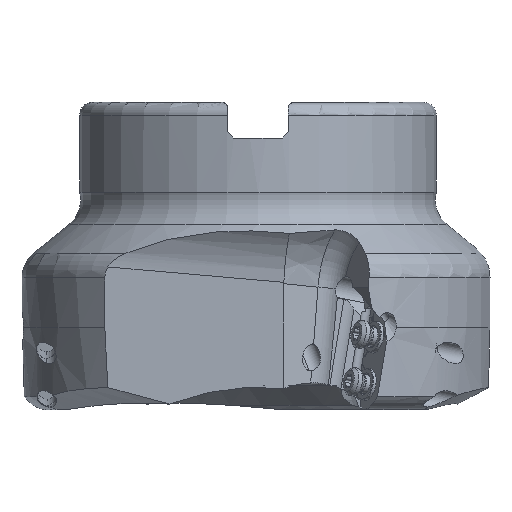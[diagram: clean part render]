
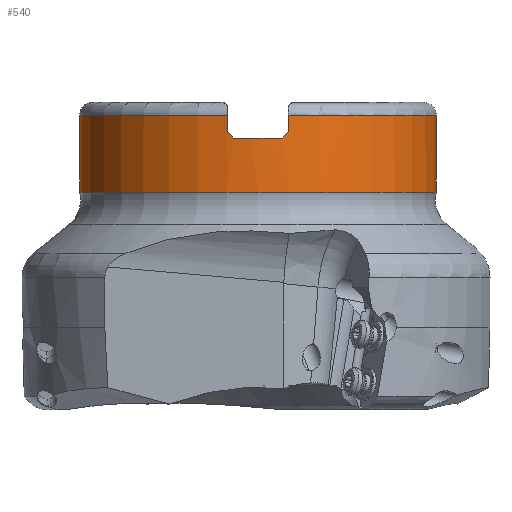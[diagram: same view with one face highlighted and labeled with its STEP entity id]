
A CAD part, front view. The second image highlights one B-rep face of the part: STEP entity #540.
In plain terms, the highlighted cylindrical face has radius 27.815 mm (diameter 55.63 mm), a partial arc.
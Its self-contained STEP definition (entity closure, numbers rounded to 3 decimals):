
#540=ADVANCED_FACE('',(#1211),#907,.T.);
#907=CYLINDRICAL_SURFACE('',#9478,27.815);
#1211=FACE_OUTER_BOUND('',#1660,.T.);
#1660=EDGE_LOOP('',(#4208,#4209,#4210,#4211,#4212,#4213,#4214,#4215,#4216,
#4217,#4218));
#2124=LINE('',#17139,#2514);
#2131=LINE('',#17174,#2521);
#2132=LINE('',#17179,#2522);
#2133=LINE('',#17185,#2523);
#2514=VECTOR('',#11101,1.);
#2521=VECTOR('',#11122,1.);
#2522=VECTOR('',#11125,1.);
#2523=VECTOR('',#11130,1.);
#3008=B_SPLINE_CURVE_WITH_KNOTS('',3,(#17161,#17162,#17163,#17164),
 .UNSPECIFIED.,.F.,.F.,(4,4),(0.,1.),.UNSPECIFIED.);
#3009=B_SPLINE_CURVE_WITH_KNOTS('',3,(#17186,#17187,#17188,#17189),
 .UNSPECIFIED.,.F.,.F.,(4,4),(0.,1.),.UNSPECIFIED.);
#4208=ORIENTED_EDGE('',*,*,#7535,.T.);
#4209=ORIENTED_EDGE('',*,*,#7536,.F.);
#4210=ORIENTED_EDGE('',*,*,#7537,.T.);
#4211=ORIENTED_EDGE('',*,*,#7538,.F.);
#4212=ORIENTED_EDGE('',*,*,#7539,.F.);
#4213=ORIENTED_EDGE('',*,*,#7540,.T.);
#4214=ORIENTED_EDGE('',*,*,#7530,.T.);
#4215=ORIENTED_EDGE('',*,*,#7534,.F.);
#4216=ORIENTED_EDGE('',*,*,#7541,.F.);
#4217=ORIENTED_EDGE('',*,*,#7522,.T.);
#4218=ORIENTED_EDGE('',*,*,#7542,.F.);
#6408=VERTEX_POINT('',#17138);
#6409=VERTEX_POINT('',#17140);
#6415=VERTEX_POINT('',#17165);
#6416=VERTEX_POINT('',#17166);
#6417=VERTEX_POINT('',#17171);
#6418=VERTEX_POINT('',#17175);
#6419=VERTEX_POINT('',#17176);
#6420=VERTEX_POINT('',#17178);
#6421=VERTEX_POINT('',#17180);
#6422=VERTEX_POINT('',#17182);
#6423=VERTEX_POINT('',#17184);
#7522=EDGE_CURVE('',#6409,#6408,#2124,.T.);
#7530=EDGE_CURVE('',#6415,#6416,#3008,.T.);
#7534=EDGE_CURVE('',#6417,#6416,#8529,.T.);
#7535=EDGE_CURVE('',#6418,#6419,#2131,.T.);
#7536=EDGE_CURVE('',#6420,#6419,#8530,.T.);
#7537=EDGE_CURVE('',#6420,#6421,#2132,.T.);
#7538=EDGE_CURVE('',#6422,#6421,#8531,.T.);
#7539=EDGE_CURVE('',#6423,#6422,#8532,.T.);
#7540=EDGE_CURVE('',#6423,#6415,#2133,.T.);
#7541=EDGE_CURVE('',#6409,#6417,#3009,.T.);
#7542=EDGE_CURVE('',#6418,#6408,#8533,.T.);
#8529=CIRCLE('',#9472,27.815);
#8530=CIRCLE('',#9474,27.815);
#8531=CIRCLE('',#9475,27.815);
#8532=CIRCLE('',#9476,27.815);
#8533=CIRCLE('',#9477,27.815);
#9472=AXIS2_PLACEMENT_3D('',#17172,#11118,#11119);
#9474=AXIS2_PLACEMENT_3D('',#17177,#11123,#11124);
#9475=AXIS2_PLACEMENT_3D('',#17181,#11126,#11127);
#9476=AXIS2_PLACEMENT_3D('',#17183,#11128,#11129);
#9477=AXIS2_PLACEMENT_3D('',#17190,#11131,#11132);
#9478=AXIS2_PLACEMENT_3D('',#17191,#11133,#11134);
#11101=DIRECTION('',(0.,0.,1.));
#11118=DIRECTION('',(0.,0.,1.));
#11119=DIRECTION('',(-0.135,-0.991,0.));
#11122=DIRECTION('',(0.,0.,-1.));
#11123=DIRECTION('',(0.,0.,-1.));
#11124=DIRECTION('',(1.,0.,0.));
#11125=DIRECTION('',(0.,0.,1.));
#11126=DIRECTION('',(0.,0.,1.));
#11127=DIRECTION('',(1.,-0.001,0.));
#11128=DIRECTION('',(0.,0.,1.));
#11129=DIRECTION('',(0.171,-0.985,0.));
#11130=DIRECTION('',(0.,0.,-1.));
#11131=DIRECTION('',(0.,0.,1.));
#11132=DIRECTION('',(-1.,0.,0.));
#11133=DIRECTION('',(0.,0.,-1.));
#11134=DIRECTION('',(-1.,0.,0.));
#17138=CARTESIAN_POINT('',(-4.762,-27.404,-2.));
#17139=CARTESIAN_POINT('',(-4.763,-27.404,-4.56));
#17140=CARTESIAN_POINT('',(-4.763,-27.404,-4.56));
#17161=CARTESIAN_POINT('',(4.763,-27.404,-4.56));
#17162=CARTESIAN_POINT('',(4.43,-27.462,-4.893));
#17163=CARTESIAN_POINT('',(4.096,-27.514,-5.226));
#17164=CARTESIAN_POINT('',(3.763,-27.559,-5.56));
#17165=CARTESIAN_POINT('',(4.763,-27.404,-4.56));
#17166=CARTESIAN_POINT('',(3.763,-27.559,-5.56));
#17171=CARTESIAN_POINT('',(-3.763,-27.559,-5.56));
#17172=CARTESIAN_POINT('',(0.,0.,-5.56));
#17174=CARTESIAN_POINT('',(-27.815,0.,-2.));
#17175=CARTESIAN_POINT('',(-27.815,0.,-2.));
#17176=CARTESIAN_POINT('',(-27.815,0.,-14.));
#17177=CARTESIAN_POINT('',(0.,0.,-14.));
#17178=CARTESIAN_POINT('',(27.815,0.,-14.));
#17179=CARTESIAN_POINT('',(27.815,0.,-14.));
#17180=CARTESIAN_POINT('',(27.815,0.,-2.));
#17181=CARTESIAN_POINT('',(0.,0.,-2.));
#17182=CARTESIAN_POINT('',(27.815,-0.022,-2.));
#17183=CARTESIAN_POINT('',(0.,0.,-2.));
#17184=CARTESIAN_POINT('',(4.763,-27.404,-2.));
#17185=CARTESIAN_POINT('',(4.763,-27.404,-2.));
#17186=CARTESIAN_POINT('',(-4.763,-27.404,-4.56));
#17187=CARTESIAN_POINT('',(-4.43,-27.462,-4.893));
#17188=CARTESIAN_POINT('',(-4.096,-27.514,-5.226));
#17189=CARTESIAN_POINT('',(-3.763,-27.559,-5.56));
#17190=CARTESIAN_POINT('',(0.,0.,-2.));
#17191=CARTESIAN_POINT('',(0.,0.,-1.76));
